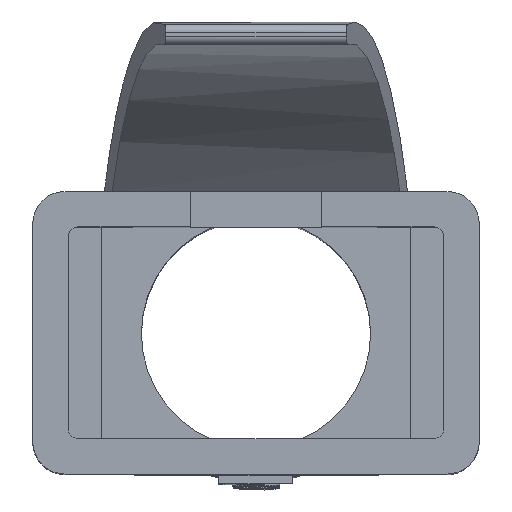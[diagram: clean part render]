
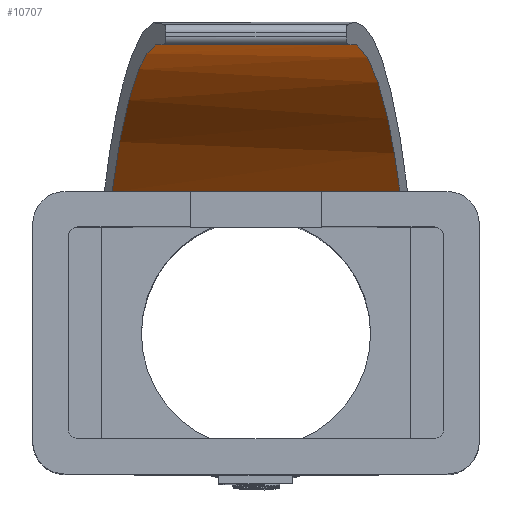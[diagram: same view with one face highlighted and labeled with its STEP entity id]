
A CAD part, top view. The second image highlights one B-rep face of the part: STEP entity #10707.
In plain terms, the highlighted cylindrical face has radius 12.7 mm (diameter 25.4 mm), a partial arc.
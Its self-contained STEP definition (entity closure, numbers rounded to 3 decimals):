
#448 = CARTESIAN_POINT ( 'NONE',  ( 4.462, 4.375, 1.524 ) ) ;
#481 = CARTESIAN_POINT ( 'NONE',  ( -3.12, 8.92, 10.137 ) ) ;
#1333 = CARTESIAN_POINT ( 'NONE',  ( -4.462, 4.375, 1.524 ) ) ;
#2419 = EDGE_LOOP ( 'NONE', ( #9734, #11667, #3282, #8598 ) ) ;
#2944 = CARTESIAN_POINT ( 'NONE',  ( 4.699, 4.375, 1.524 ) ) ;
#3282 = ORIENTED_EDGE ( 'NONE', *, *, #6959, .F. ) ;
#3793 = VERTEX_POINT ( 'NONE', #8026 ) ;
#3924 = EDGE_CURVE ( 'NONE', #3993, #12454, #11411, .T. ) ;
#3993 = VERTEX_POINT ( 'NONE', #448 ) ;
#3999 = DIRECTION ( 'NONE',  ( -1., 0., 0. ) ) ;
#4103 = CARTESIAN_POINT ( 'NONE',  ( 4.122, 7.009, 3.706 ) ) ;
#4619 = CARTESIAN_POINT ( 'NONE',  ( -4.122, 7.009, 3.706 ) ) ;
#4976 = VERTEX_POINT ( 'NONE', #5013 ) ;
#5013 = CARTESIAN_POINT ( 'NONE',  ( 3.12, 8.92, 10.137 ) ) ;
#5108 = CARTESIAN_POINT ( 'NONE',  ( 3.12, 8.92, 10.137 ) ) ;
#5129 = DIRECTION ( 'NONE',  ( -1., 0., 0. ) ) ;
#5925 = DIRECTION ( 'NONE',  ( -1., 0., 0. ) ) ;
#6255 = DIRECTION ( 'NONE',  ( 0., 0., 1. ) ) ;
#6766 = CARTESIAN_POINT ( 'NONE',  ( -3.651, 8.605, 6.731 ) ) ;
#6959 = EDGE_CURVE ( 'NONE', #4976, #3993, #11999, .T. ) ;
#8026 = CARTESIAN_POINT ( 'NONE',  ( -3.12, 8.92, 10.137 ) ) ;
#8598 = ORIENTED_EDGE ( 'NONE', *, *, #9518, .T. ) ;
#9413 = EDGE_CURVE ( 'NONE', #12454, #3793, #12279, .T. ) ;
#9463 = CARTESIAN_POINT ( 'NONE',  ( 3.651, 8.605, 6.731 ) ) ;
#9518 = EDGE_CURVE ( 'NONE', #4976, #3793, #12828, .T. ) ;
#9734 = ORIENTED_EDGE ( 'NONE', *, *, #9413, .F. ) ;
#9738 = CYLINDRICAL_SURFACE ( 'NONE', #9778, 12.7 ) ;
#9775 = FACE_OUTER_BOUND ( 'NONE', #2419, .T. ) ;
#9778 = AXIS2_PLACEMENT_3D ( 'NONE', #12584, #5129, #6255 ) ;
#10707 = ADVANCED_FACE ( 'NONE', ( #9775 ), #9738, .F. ) ;
#11388 = VECTOR ( 'NONE', #3999, 1000. ) ;
#11411 = LINE ( 'NONE', #2944, #11388 ) ;
#11548 = CARTESIAN_POINT ( 'NONE',  ( 4.462, 4.375, 1.524 ) ) ;
#11667 = ORIENTED_EDGE ( 'NONE', *, *, #3924, .F. ) ;
#11999 =( BOUNDED_CURVE ( )  B_SPLINE_CURVE ( 3, ( #5108, #9463, #4103, #11548 ),
 .UNSPECIFIED., .F., .T. ) 
 B_SPLINE_CURVE_WITH_KNOTS ( ( 4, 4 ),
 ( 1.663, 2.45 ),
 .UNSPECIFIED. ) 
 CURVE ( )  GEOMETRIC_REPRESENTATION_ITEM ( )  RATIONAL_B_SPLINE_CURVE ( ( 1., 0.949, 0.949, 1. ) ) 
 REPRESENTATION_ITEM ( '' )  );
#12047 = CARTESIAN_POINT ( 'NONE',  ( -4.462, 4.375, 1.524 ) ) ;
#12267 = CARTESIAN_POINT ( 'NONE',  ( 4.699, 8.92, 10.137 ) ) ;
#12279 =( BOUNDED_CURVE ( )  B_SPLINE_CURVE ( 3, ( #12047, #4619, #6766, #481 ),
 .UNSPECIFIED., .F., .F. ) 
 B_SPLINE_CURVE_WITH_KNOTS ( ( 4, 4 ),
 ( 0.692, 1.479 ),
 .UNSPECIFIED. ) 
 CURVE ( )  GEOMETRIC_REPRESENTATION_ITEM ( )  RATIONAL_B_SPLINE_CURVE ( ( 1., 0.949, 0.949, 1. ) ) 
 REPRESENTATION_ITEM ( '' )  );
#12454 = VERTEX_POINT ( 'NONE', #1333 ) ;
#12584 = CARTESIAN_POINT ( 'NONE',  ( 4.699, -3.726, 11.305 ) ) ;
#12828 = LINE ( 'NONE', #12267, #12844 ) ;
#12844 = VECTOR ( 'NONE', #5925, 1000. ) ;
